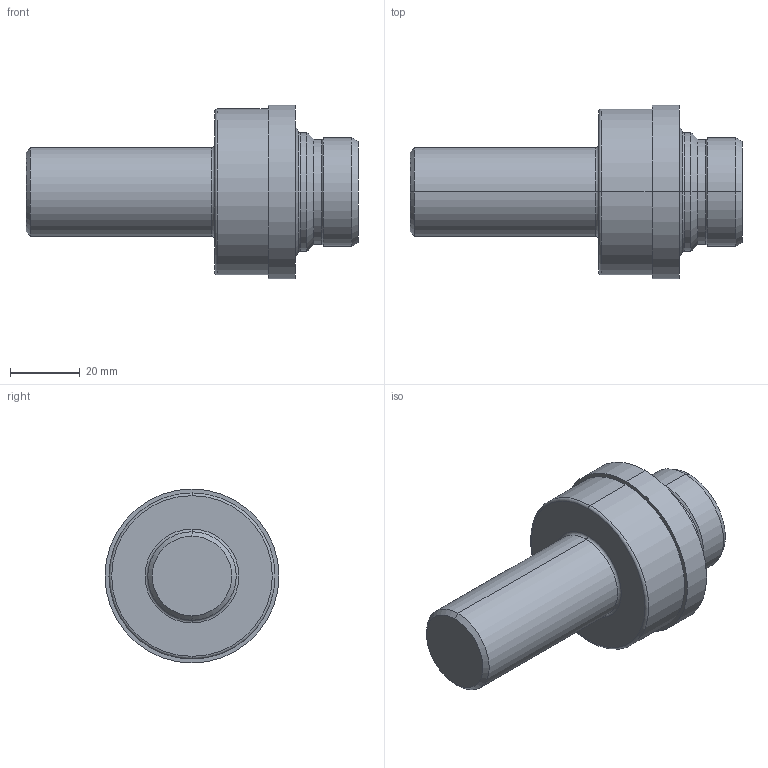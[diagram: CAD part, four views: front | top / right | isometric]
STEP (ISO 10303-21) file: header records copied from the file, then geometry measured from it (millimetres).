
FILE_DESCRIPTION (( 'STEP AP214' ), '1' );
FILE_NAME ('AND10050-16S.STEP', '2018-07-18T17:05:56', ( '' ), ( '' ), 'SwSTEP 2.0', 'SolidWorks 2018', '' );
FILE_SCHEMA (( 'AUTOMOTIVE_DESIGN' ));
Length unit declared in the file: inch
Products named in the file (1): AND10050-16S
Bounding box: 95.25 x 49.91 x 49.91 mm (x, y, z)
Volume: 84077.8 mm3; surface area: 13178.5 mm2
Topology: 1 solids, 1 shells, 33 faces, 64 edges, 36 vertices
Faces by surface type: cylinder 12, cone 10, torus 6, plane 5
Entity records: 880 total; most frequent: DIRECTION 174, CARTESIAN_POINT 134, ORIENTED_EDGE 128, AXIS2_PLACEMENT_3D 76, EDGE_CURVE 64, CIRCLE 42, VERTEX_POINT 36, EDGE_LOOP 36
